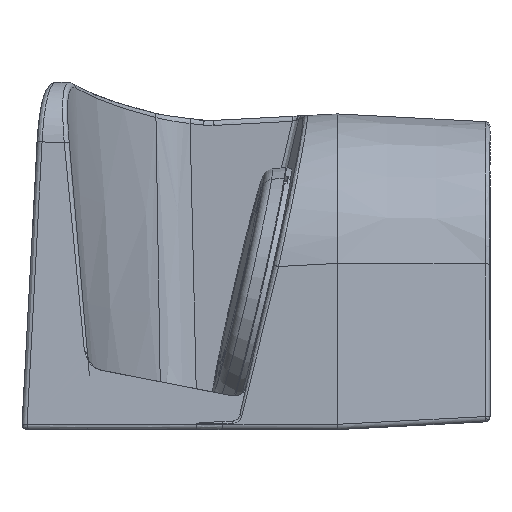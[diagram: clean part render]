
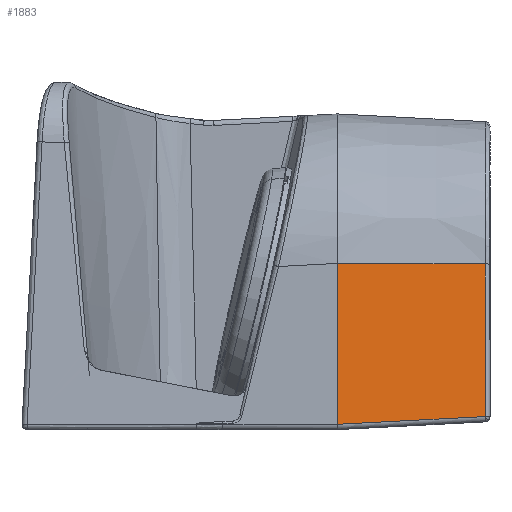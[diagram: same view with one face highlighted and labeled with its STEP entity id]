
A CAD part, left-side view. The second image highlights one B-rep face of the part: STEP entity #1883.
In plain terms, the highlighted planar face has unit normal (-0.997, -0.052, 0.052).
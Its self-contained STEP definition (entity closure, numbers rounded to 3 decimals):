
#592 = ORIENTED_EDGE ( 'NONE', *, *, #12483, .F. ) ;
#595 = ORIENTED_EDGE ( 'NONE', *, *, #12450, .T. ) ;
#976 = ORIENTED_EDGE ( 'NONE', *, *, #12538, .T. ) ;
#978 = ORIENTED_EDGE ( 'NONE', *, *, #12543, .T. ) ;
#1883 = ADVANCED_FACE ( 'NONE', ( #7805 ), #21580, .T. ) ;
#7805 = FACE_OUTER_BOUND ( 'NONE', #25542, .T. ) ;
#8286 = AXIS2_PLACEMENT_3D ( 'NONE', #21581, #21582, #21583 ) ;
#12450 = EDGE_CURVE ( 'NONE', #24720, #24733, #22341, .T. ) ;
#12483 = EDGE_CURVE ( 'NONE', #24720, #24742, #22355, .T. ) ;
#12538 = EDGE_CURVE ( 'NONE', #24736, #24742, #22367, .T. ) ;
#12543 = EDGE_CURVE ( 'NONE', #24733, #24736, #22369, .T. ) ;
#13251 = VECTOR ( 'NONE', #28529, 1000. ) ;
#13442 = VECTOR ( 'NONE', #28720, 1000. ) ;
#13564 = VECTOR ( 'NONE', #29154, 1000. ) ;
#13658 = VECTOR ( 'NONE', #29167, 1000. ) ;
#18261 = CARTESIAN_POINT ( 'NONE',  ( -228.104, 1.895, 65.551 ) ) ;
#18274 = CARTESIAN_POINT ( 'NONE',  ( -231.16, 60.3, 65.712 ) ) ;
#18277 = CARTESIAN_POINT ( 'NONE',  ( -234.494, 60.3, 2.098 ) ) ;
#18283 = CARTESIAN_POINT ( 'NONE',  ( -231.269, 1.895, 5.159 ) ) ;
#21580 = PLANE ( 'NONE',  #8286 ) ;
#21581 = CARTESIAN_POINT ( 'NONE',  ( -227.703, 60.8, 132.178 ) ) ;
#21582 = DIRECTION ( 'NONE',  ( -0.997, -0.052, 0.052 ) ) ;
#21583 = DIRECTION ( 'NONE',  ( -0.052, 0.999, 0. ) ) ;
#22341 = LINE ( 'NONE', #28528, #13251 ) ;
#22355 = LINE ( 'NONE', #28719, #13442 ) ;
#22367 = LINE ( 'NONE', #29153, #13564 ) ;
#22369 = LINE ( 'NONE', #29166, #13658 ) ;
#24720 = VERTEX_POINT ( 'NONE', #18261 ) ;
#24733 = VERTEX_POINT ( 'NONE', #18274 ) ;
#24736 = VERTEX_POINT ( 'NONE', #18277 ) ;
#24742 = VERTEX_POINT ( 'NONE', #18283 ) ;
#25542 = EDGE_LOOP ( 'NONE', ( #595, #978, #976, #592 ) ) ;
#28528 = CARTESIAN_POINT ( 'NONE',  ( -228.104, 1.895, 65.551 ) ) ;
#28529 = DIRECTION ( 'NONE',  ( -0.052, 0.999, 0.003 ) ) ;
#28719 = CARTESIAN_POINT ( 'NONE',  ( -228.104, 1.895, 65.551 ) ) ;
#28720 = DIRECTION ( 'NONE',  ( -0.052, 0., -0.999 ) ) ;
#29153 = CARTESIAN_POINT ( 'NONE',  ( -234.494, 60.3, 2.098 ) ) ;
#29154 = DIRECTION ( 'NONE',  ( 0.055, -0.997, 0.052 ) ) ;
#29166 = CARTESIAN_POINT ( 'NONE',  ( -231.16, 60.3, 65.712 ) ) ;
#29167 = DIRECTION ( 'NONE',  ( -0.052, 0., -0.999 ) ) ;
